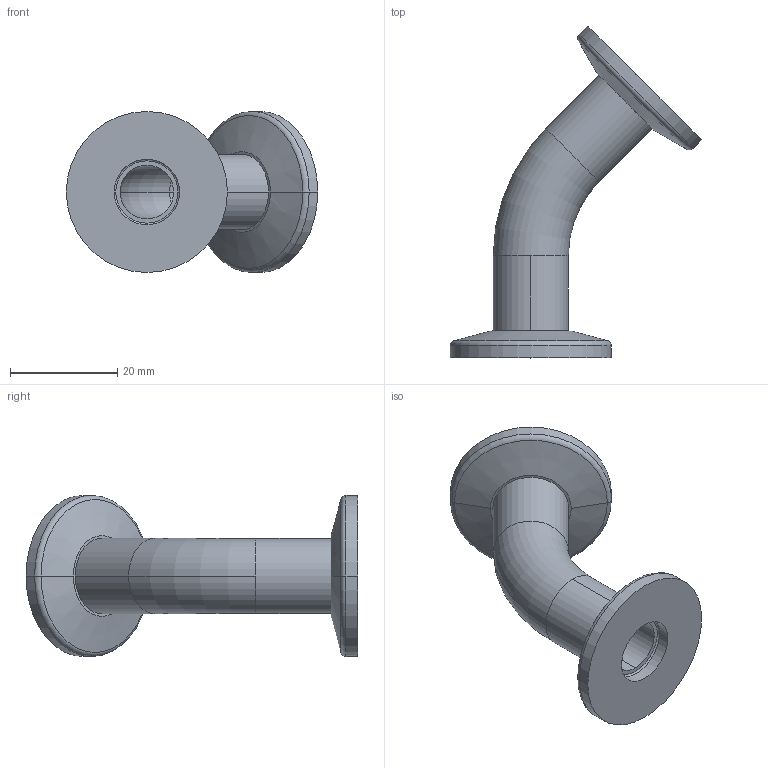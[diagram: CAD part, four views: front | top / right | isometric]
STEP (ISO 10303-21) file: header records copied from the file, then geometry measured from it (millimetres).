
FILE_DESCRIPTION (( 'STEP AP214' ), '1' );
FILE_NAME ('120RRB010-45.stp', '2017-06-07T07:47:11', ( '' ), ( '' ), 'SwSTEP 2.0', 'SolidWorks 2015', '' );
FILE_SCHEMA (( 'AUTOMOTIVE_DESIGN' ));
Length unit declared in the file: millimetre
Products named in the file (1): 120RRB010-45
Bounding box: 46.82 x 61.82 x 30 mm (x, y, z)
Volume: 8575.5 mm3; surface area: 7121.5 mm2
Topology: 1 solids, 1 shells, 44 faces, 92 edges, 56 vertices
Faces by surface type: cylinder 20, torus 12, plane 8, cone 4
Entity records: 1718 total; most frequent: DIRECTION 250, CARTESIAN_POINT 193, ORIENTED_EDGE 184, AXIS2_PLACEMENT_3D 113, EDGE_CURVE 92, CIRCLE 68, VERTEX_POINT 56, EDGE_LOOP 52
